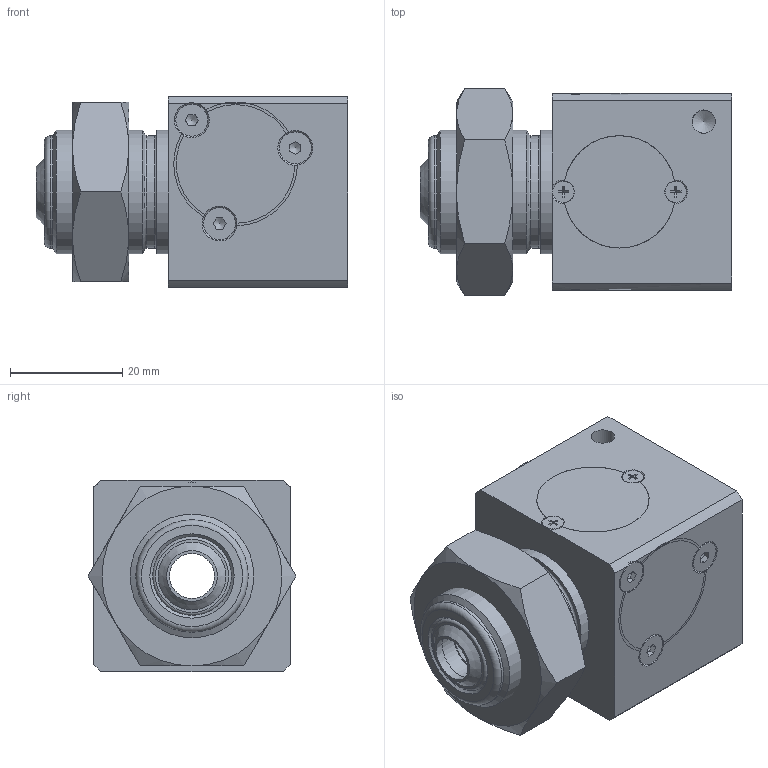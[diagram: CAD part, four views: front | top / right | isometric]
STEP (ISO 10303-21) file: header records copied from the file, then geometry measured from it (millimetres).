
FILE_DESCRIPTION(/* description */ (''),/* implementation_level */ '2;1');
FILE_NAME(/* name */ 'C-BH-020.stp',/* time_stamp */ '2016-02-01T12:16:15+01:00',/* author */ (''),/* organization */ (''),/* preprocessor_version */ 'ST-DEVELOPER v15.2',/* originating_system */ 'Autodesk Translator Framework v2.0.0.5431',/* authorisation */ '');
FILE_SCHEMA (('AUTOMOTIVE_DESIGN { 1 0 10303 214 3 1 1 }'));
Length unit declared in the file: centimetre
Products named in the file (1): (Unsaved)
Bounding box: 55.5 x 36.96 x 34 mm (x, y, z)
Volume: 36342.4 mm3; surface area: 20335.9 mm2
Topology: 15 solids, 15 shells, 1173 faces, 3163 edges, 2045 vertices
Faces by surface type: bspline 641, plane 329, cylinder 109, cone 82, torus 12
Full cylindrical faces by diameter (mm): 1 x2, 1.509 x2, 1.567 x2, 2 x6, 2.459 x6, 3 x12, 3.2 x6, 3.8 x2, 4.134 x1, 5.7 x6, 7 x1, 8 x1, 9 x1, 11 x2, 13 x2, 14 x3, 16 x2, 16.6 x2, 17.9 x2, 18 x2, 20 x2, 20.376 x2, 22 x2
Entity records: 41739 total; most frequent: CARTESIAN_POINT 17761, ORIENTED_EDGE 5974, EDGE_CURVE 2967, DIRECTION 2892, VERTEX_POINT 1996, EDGE_LOOP 1379, B_SPLINE_CURVE_WITH_KNOTS 1378, LINE 1222
